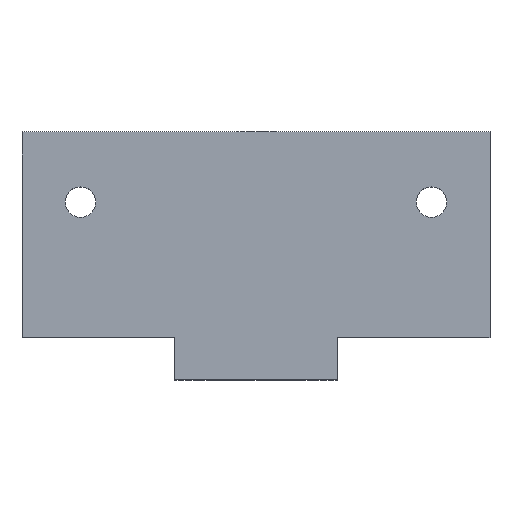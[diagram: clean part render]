
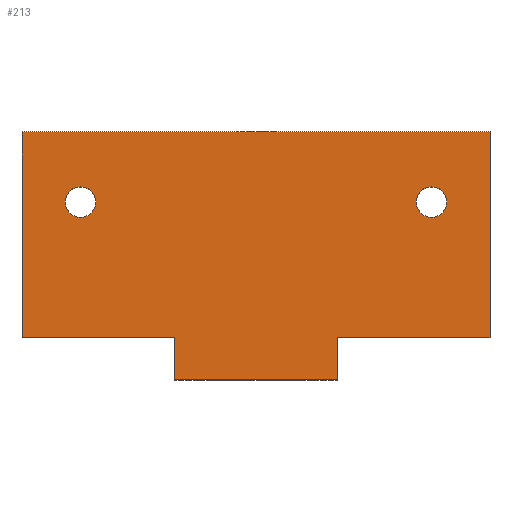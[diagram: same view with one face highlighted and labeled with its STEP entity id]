
A CAD part, top view. The second image highlights one B-rep face of the part: STEP entity #213.
In plain terms, the highlighted planar face has unit normal (0, 0, 1).
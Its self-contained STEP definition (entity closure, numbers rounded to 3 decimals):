
#1 = DIRECTION ( 'NONE',  ( 0., 0., 1. ) ) ;
#6 = VERTEX_POINT ( 'NONE', #471 ) ;
#40 = CARTESIAN_POINT ( 'NONE',  ( 40.75, 38., 10. ) ) ;
#48 = CIRCLE ( 'NONE', #436, 3.25 ) ;
#55 = CARTESIAN_POINT ( 'NONE',  ( -50., 53., 10. ) ) ;
#70 = DIRECTION ( 'NONE',  ( 1., 0., 0. ) ) ;
#75 = VERTEX_POINT ( 'NONE', #659 ) ;
#83 = CARTESIAN_POINT ( 'NONE',  ( 17.5, 0., 10. ) ) ;
#87 = AXIS2_PLACEMENT_3D ( 'NONE', #240, #1, #112 ) ;
#91 = VERTEX_POINT ( 'NONE', #410 ) ;
#92 = CIRCLE ( 'NONE', #159, 3.25 ) ;
#109 = EDGE_CURVE ( 'NONE', #274, #130, #362, .T. ) ;
#112 = DIRECTION ( 'NONE',  ( 1., 0., 0. ) ) ;
#114 = VERTEX_POINT ( 'NONE', #291 ) ;
#115 = EDGE_CURVE ( 'NONE', #114, #614, #298, .T. ) ;
#118 = FACE_OUTER_BOUND ( 'NONE', #385, .T. ) ;
#126 = CARTESIAN_POINT ( 'NONE',  ( -50., 9., 10. ) ) ;
#130 = VERTEX_POINT ( 'NONE', #429 ) ;
#139 = DIRECTION ( 'NONE',  ( 1., 0., 0. ) ) ;
#140 = CARTESIAN_POINT ( 'NONE',  ( 17.5, 9., 10. ) ) ;
#142 = ORIENTED_EDGE ( 'NONE', *, *, #689, .T. ) ;
#143 = AXIS2_PLACEMENT_3D ( 'NONE', #228, #407, #163 ) ;
#159 = AXIS2_PLACEMENT_3D ( 'NONE', #185, #615, #315 ) ;
#160 = EDGE_CURVE ( 'NONE', #130, #454, #666, .T. ) ;
#163 = DIRECTION ( 'NONE',  ( 1., 0., 0. ) ) ;
#177 = CARTESIAN_POINT ( 'NONE',  ( -50., 53., 10. ) ) ;
#178 = VERTEX_POINT ( 'NONE', #310 ) ;
#184 = EDGE_CURVE ( 'NONE', #454, #211, #727, .T. ) ;
#185 = CARTESIAN_POINT ( 'NONE',  ( -37.5, 38., 10. ) ) ;
#197 = EDGE_CURVE ( 'NONE', #763, #91, #335, .T. ) ;
#211 = VERTEX_POINT ( 'NONE', #377 ) ;
#213 = ADVANCED_FACE ( 'NONE', ( #118, #371, #781 ), #305, .F. ) ;
#221 = ORIENTED_EDGE ( 'NONE', *, *, #632, .F. ) ;
#222 = VECTOR ( 'NONE', #491, 1000. ) ;
#228 = CARTESIAN_POINT ( 'NONE',  ( -37.5, 38., 10. ) ) ;
#240 = CARTESIAN_POINT ( 'NONE',  ( 37.5, 38., 10. ) ) ;
#252 = DIRECTION ( 'NONE',  ( -1., 0., 0. ) ) ;
#260 = AXIS2_PLACEMENT_3D ( 'NONE', #177, #547, #252 ) ;
#262 = ORIENTED_EDGE ( 'NONE', *, *, #724, .T. ) ;
#263 = VECTOR ( 'NONE', #645, 1000. ) ;
#266 = EDGE_CURVE ( 'NONE', #91, #763, #48, .T. ) ;
#274 = VERTEX_POINT ( 'NONE', #55 ) ;
#291 = CARTESIAN_POINT ( 'NONE',  ( -17.5, 9., 10. ) ) ;
#298 = LINE ( 'NONE', #301, #263 ) ;
#301 = CARTESIAN_POINT ( 'NONE',  ( -50., 9., 10. ) ) ;
#305 = PLANE ( 'NONE',  #260 ) ;
#310 = CARTESIAN_POINT ( 'NONE',  ( -40.75, 38., 10. ) ) ;
#313 = CARTESIAN_POINT ( 'NONE',  ( 50., 53., 10. ) ) ;
#315 = DIRECTION ( 'NONE',  ( 1., 0., 0. ) ) ;
#322 = LINE ( 'NONE', #565, #745 ) ;
#326 = VECTOR ( 'NONE', #499, 1000. ) ;
#335 = CIRCLE ( 'NONE', #87, 3.25 ) ;
#362 = LINE ( 'NONE', #414, #366 ) ;
#366 = VECTOR ( 'NONE', #600, 1000. ) ;
#371 = FACE_BOUND ( 'NONE', #564, .T. ) ;
#377 = CARTESIAN_POINT ( 'NONE',  ( 17.5, 9., 10. ) ) ;
#385 = EDGE_LOOP ( 'NONE', ( #397, #262, #679, #394, #420, #504, #142, #623 ) ) ;
#387 = CIRCLE ( 'NONE', #143, 3.25 ) ;
#393 = ORIENTED_EDGE ( 'NONE', *, *, #786, .F. ) ;
#394 = ORIENTED_EDGE ( 'NONE', *, *, #184, .F. ) ;
#397 = ORIENTED_EDGE ( 'NONE', *, *, #537, .T. ) ;
#400 = LINE ( 'NONE', #530, #538 ) ;
#407 = DIRECTION ( 'NONE',  ( 0., 0., 1. ) ) ;
#410 = CARTESIAN_POINT ( 'NONE',  ( 34.25, 38., 10. ) ) ;
#413 = EDGE_CURVE ( 'NONE', #211, #721, #686, .T. ) ;
#414 = CARTESIAN_POINT ( 'NONE',  ( -50., 53., 10. ) ) ;
#420 = ORIENTED_EDGE ( 'NONE', *, *, #160, .F. ) ;
#429 = CARTESIAN_POINT ( 'NONE',  ( 50., 53., 10. ) ) ;
#430 = ORIENTED_EDGE ( 'NONE', *, *, #197, .F. ) ;
#436 = AXIS2_PLACEMENT_3D ( 'NONE', #437, #482, #70 ) ;
#437 = CARTESIAN_POINT ( 'NONE',  ( 37.5, 38., 10. ) ) ;
#454 = VERTEX_POINT ( 'NONE', #470 ) ;
#470 = CARTESIAN_POINT ( 'NONE',  ( 50., 9., 10. ) ) ;
#471 = CARTESIAN_POINT ( 'NONE',  ( -34.25, 38., 10. ) ) ;
#482 = DIRECTION ( 'NONE',  ( 0., 0., 1. ) ) ;
#491 = DIRECTION ( 'NONE',  ( 0., -1., 0. ) ) ;
#499 = DIRECTION ( 'NONE',  ( -1., 0., 0. ) ) ;
#504 = ORIENTED_EDGE ( 'NONE', *, *, #109, .F. ) ;
#516 = LINE ( 'NONE', #755, #705 ) ;
#530 = CARTESIAN_POINT ( 'NONE',  ( -17.5, 9., 10. ) ) ;
#537 = EDGE_CURVE ( 'NONE', #114, #75, #400, .T. ) ;
#538 = VECTOR ( 'NONE', #774, 1000. ) ;
#547 = DIRECTION ( 'NONE',  ( 0., 0., -1. ) ) ;
#564 = EDGE_LOOP ( 'NONE', ( #393, #221 ) ) ;
#565 = CARTESIAN_POINT ( 'NONE',  ( -50., 53., 10. ) ) ;
#600 = DIRECTION ( 'NONE',  ( 1., 0., 0. ) ) ;
#614 = VERTEX_POINT ( 'NONE', #126 ) ;
#615 = DIRECTION ( 'NONE',  ( 0., 0., 1. ) ) ;
#623 = ORIENTED_EDGE ( 'NONE', *, *, #115, .F. ) ;
#626 = DIRECTION ( 'NONE',  ( 0., -1., 0. ) ) ;
#632 = EDGE_CURVE ( 'NONE', #178, #6, #92, .T. ) ;
#633 = EDGE_LOOP ( 'NONE', ( #430, #752 ) ) ;
#645 = DIRECTION ( 'NONE',  ( -1., 0., 0. ) ) ;
#659 = CARTESIAN_POINT ( 'NONE',  ( -17.5, 0., 10. ) ) ;
#666 = LINE ( 'NONE', #313, #222 ) ;
#675 = DIRECTION ( 'NONE',  ( 0., -1., 0. ) ) ;
#677 = CARTESIAN_POINT ( 'NONE',  ( -50., 9., 10. ) ) ;
#679 = ORIENTED_EDGE ( 'NONE', *, *, #413, .F. ) ;
#686 = LINE ( 'NONE', #140, #783 ) ;
#689 = EDGE_CURVE ( 'NONE', #274, #614, #322, .T. ) ;
#705 = VECTOR ( 'NONE', #139, 1000. ) ;
#721 = VERTEX_POINT ( 'NONE', #83 ) ;
#724 = EDGE_CURVE ( 'NONE', #75, #721, #516, .T. ) ;
#727 = LINE ( 'NONE', #677, #326 ) ;
#745 = VECTOR ( 'NONE', #675, 1000. ) ;
#752 = ORIENTED_EDGE ( 'NONE', *, *, #266, .F. ) ;
#755 = CARTESIAN_POINT ( 'NONE',  ( -50., 0., 10. ) ) ;
#763 = VERTEX_POINT ( 'NONE', #40 ) ;
#774 = DIRECTION ( 'NONE',  ( 0., -1., 0. ) ) ;
#781 = FACE_BOUND ( 'NONE', #633, .T. ) ;
#783 = VECTOR ( 'NONE', #626, 1000. ) ;
#786 = EDGE_CURVE ( 'NONE', #6, #178, #387, .T. ) ;
